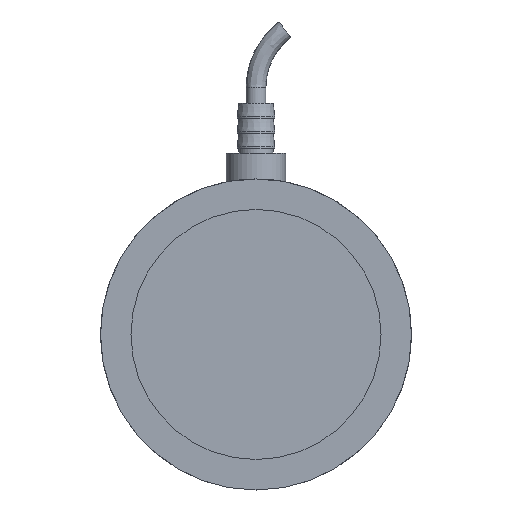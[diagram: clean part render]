
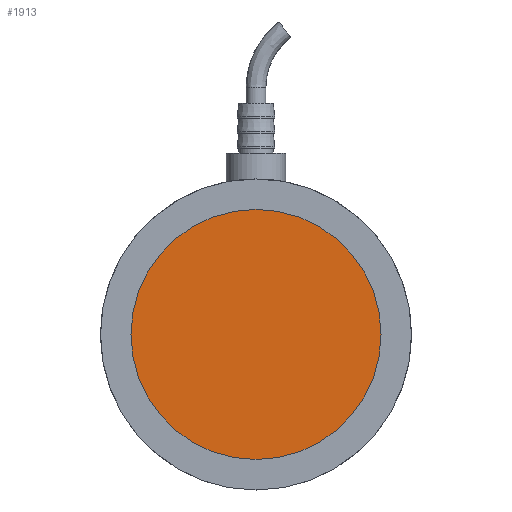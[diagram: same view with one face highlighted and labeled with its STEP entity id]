
A CAD part, front view. The second image highlights one B-rep face of the part: STEP entity #1913.
In plain terms, the highlighted planar face has unit normal (0, -1, 0).
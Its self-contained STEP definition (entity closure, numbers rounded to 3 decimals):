
#56 = VERTEX_POINT ( 'NONE', #1003 ) ;
#802 = AXIS2_PLACEMENT_3D ( 'NONE', #1474, #2639, #1181 ) ;
#875 = FACE_OUTER_BOUND ( 'NONE', #2940, .T. ) ;
#1003 = CARTESIAN_POINT ( 'NONE',  ( 0., 5.25, 40. ) ) ;
#1146 = EDGE_CURVE ( 'NONE', #56, #1485, #1519, .T. ) ;
#1162 = AXIS2_PLACEMENT_3D ( 'NONE', #2807, #2111, #2192 ) ;
#1181 = DIRECTION ( 'NONE',  ( 0., 0., -1. ) ) ;
#1256 = ORIENTED_EDGE ( 'NONE', *, *, #1146, .T. ) ;
#1325 = DIRECTION ( 'NONE',  ( 0., -1., 0. ) ) ;
#1474 = CARTESIAN_POINT ( 'NONE',  ( 0., 5.25, 0. ) ) ;
#1485 = VERTEX_POINT ( 'NONE', #2774 ) ;
#1519 = CIRCLE ( 'NONE', #1955, 40. ) ;
#1751 = PLANE ( 'NONE',  #1162 ) ;
#1913 = ADVANCED_FACE ( 'NONE', ( #875 ), #1751, .T. ) ;
#1955 = AXIS2_PLACEMENT_3D ( 'NONE', #2475, #1325, #3136 ) ;
#1981 = ORIENTED_EDGE ( 'NONE', *, *, #3041, .T. ) ;
#2061 = CIRCLE ( 'NONE', #802, 40. ) ;
#2111 = DIRECTION ( 'NONE',  ( 0., -1., 0. ) ) ;
#2192 = DIRECTION ( 'NONE',  ( 0., 0., -1. ) ) ;
#2475 = CARTESIAN_POINT ( 'NONE',  ( 0., 5.25, 0. ) ) ;
#2639 = DIRECTION ( 'NONE',  ( 0., -1., 0. ) ) ;
#2774 = CARTESIAN_POINT ( 'NONE',  ( 0., 5.25, -40. ) ) ;
#2807 = CARTESIAN_POINT ( 'NONE',  ( 0., 5.25, 0. ) ) ;
#2940 = EDGE_LOOP ( 'NONE', ( #1981, #1256 ) ) ;
#3041 = EDGE_CURVE ( 'NONE', #1485, #56, #2061, .T. ) ;
#3136 = DIRECTION ( 'NONE',  ( 0., 0., -1. ) ) ;
